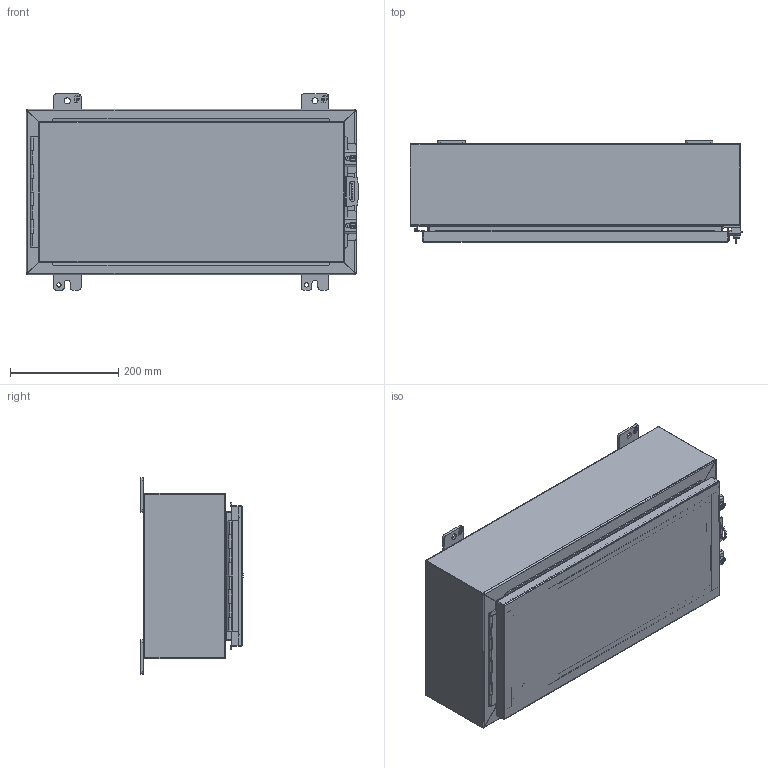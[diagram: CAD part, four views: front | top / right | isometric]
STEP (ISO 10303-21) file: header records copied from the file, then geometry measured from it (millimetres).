
FILE_DESCRIPTION (( 'STEP AP214' ), '1' );
FILE_NAME ('1418A6.STEP', '2019-10-16T20:36:59', ( '' ), ( '' ), 'SwSTEP 2.0', 'SolidWorks 2019', '' );
FILE_SCHEMA (( 'AUTOMOTIVE_DESIGN' ));
Length unit declared in the file: inch
Products named in the file (1): 1418A6
Bounding box: 612.77 x 188.9 x 361.95 mm (x, y, z)
Volume: 1908334.9 mm3; surface area: 1937022 mm2
Topology: 31 solids, 31 shells, 984 faces, 2545 edges, 1632 vertices
Faces by surface type: plane 675, cylinder 257, bspline 40, sphere 8, cone 4
Full cylindrical faces by diameter (mm): 2.54 x1, 3.175 x1, 5.41 x2, 6.198 x2, 6.35 x2, 6.731 x2, 7.137 x2, 7.805 x2, 7.937 x4, 8.382 x4, 9.525 x4, 9.906 x2, 11.113 x4, 11.303 x2, 12.7 x6, 16.51 x4, 25.4 x2
Entity records: 43919 total; most frequent: CARTESIAN_POINT 7903, ORIENTED_EDGE 4950, DIRECTION 4734, EDGE_CURVE 2475, LINE 1872, VECTOR 1872, VERTEX_POINT 1632, AXIS2_PLACEMENT_3D 1431
